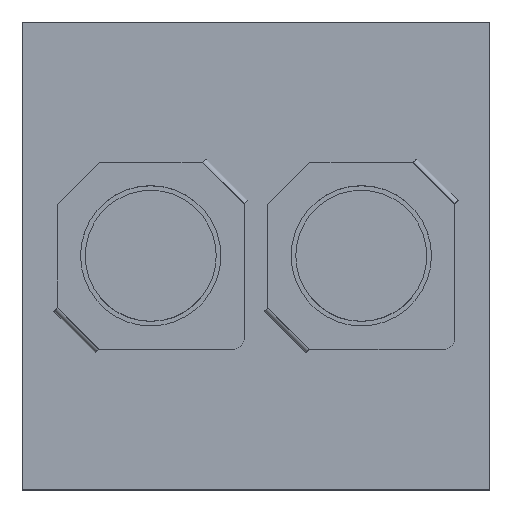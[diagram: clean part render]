
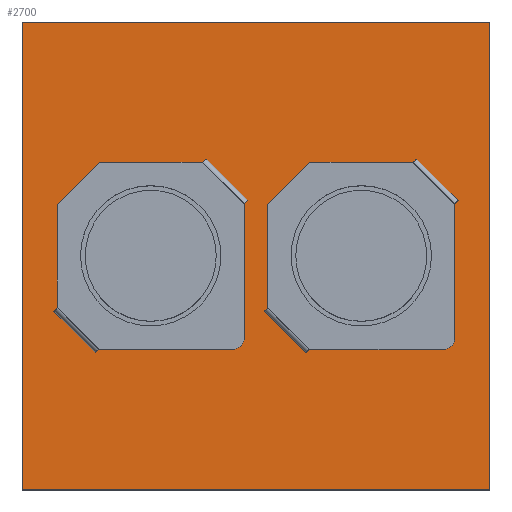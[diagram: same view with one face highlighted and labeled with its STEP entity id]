
A CAD part, top view. The second image highlights one B-rep face of the part: STEP entity #2700.
In plain terms, the highlighted planar face has unit normal (0, 0, 1).
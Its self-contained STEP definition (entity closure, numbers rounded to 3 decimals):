
#2386 = VERTEX_POINT('',#2387);
#2387 = CARTESIAN_POINT('',(75.,75.,1.6));
#2394 = PLANE('',#2395);
#2395 = AXIS2_PLACEMENT_3D('',#2396,#2397,#2398);
#2396 = CARTESIAN_POINT('',(75.,75.,0.));
#2397 = DIRECTION('',(0.,1.,0.));
#2398 = DIRECTION('',(1.,0.,0.));
#2406 = PLANE('',#2407);
#2407 = AXIS2_PLACEMENT_3D('',#2408,#2409,#2410);
#2408 = CARTESIAN_POINT('',(75.,55.,0.));
#2409 = DIRECTION('',(-1.,0.,0.));
#2410 = DIRECTION('',(0.,1.,0.));
#2418 = EDGE_CURVE('',#2386,#2419,#2421,.T.);
#2419 = VERTEX_POINT('',#2420);
#2420 = CARTESIAN_POINT('',(95.,75.,1.6));
#2421 = SURFACE_CURVE('',#2422,(#2426,#2433),.PCURVE_S1.);
#2422 = LINE('',#2423,#2424);
#2423 = CARTESIAN_POINT('',(75.,75.,1.6));
#2424 = VECTOR('',#2425,1.);
#2425 = DIRECTION('',(1.,0.,0.));
#2426 = PCURVE('',#2394,#2427);
#2427 = DEFINITIONAL_REPRESENTATION('',(#2428),#2432);
#2428 = LINE('',#2429,#2430);
#2429 = CARTESIAN_POINT('',(0.,-1.6));
#2430 = VECTOR('',#2431,1.);
#2431 = DIRECTION('',(1.,0.));
#2432 = ( GEOMETRIC_REPRESENTATION_CONTEXT(2) 
PARAMETRIC_REPRESENTATION_CONTEXT() REPRESENTATION_CONTEXT('2D SPACE',''
  ) );
#2433 = PCURVE('',#2434,#2439);
#2434 = PLANE('',#2435);
#2435 = AXIS2_PLACEMENT_3D('',#2436,#2437,#2438);
#2436 = CARTESIAN_POINT('',(85.,65.,1.6));
#2437 = DIRECTION('',(-0.,-0.,-1.));
#2438 = DIRECTION('',(-1.,0.,0.));
#2439 = DEFINITIONAL_REPRESENTATION('',(#2440),#2444);
#2440 = LINE('',#2441,#2442);
#2441 = CARTESIAN_POINT('',(10.,10.));
#2442 = VECTOR('',#2443,1.);
#2443 = DIRECTION('',(-1.,0.));
#2444 = ( GEOMETRIC_REPRESENTATION_CONTEXT(2) 
PARAMETRIC_REPRESENTATION_CONTEXT() REPRESENTATION_CONTEXT('2D SPACE',''
  ) );
#2462 = PLANE('',#2463);
#2463 = AXIS2_PLACEMENT_3D('',#2464,#2465,#2466);
#2464 = CARTESIAN_POINT('',(95.,75.,0.));
#2465 = DIRECTION('',(1.,0.,-0.));
#2466 = DIRECTION('',(0.,-1.,0.));
#2504 = EDGE_CURVE('',#2419,#2505,#2507,.T.);
#2505 = VERTEX_POINT('',#2506);
#2506 = CARTESIAN_POINT('',(95.,55.,1.6));
#2507 = SURFACE_CURVE('',#2508,(#2512,#2519),.PCURVE_S1.);
#2508 = LINE('',#2509,#2510);
#2509 = CARTESIAN_POINT('',(95.,75.,1.6));
#2510 = VECTOR('',#2511,1.);
#2511 = DIRECTION('',(0.,-1.,0.));
#2512 = PCURVE('',#2462,#2513);
#2513 = DEFINITIONAL_REPRESENTATION('',(#2514),#2518);
#2514 = LINE('',#2515,#2516);
#2515 = CARTESIAN_POINT('',(0.,-1.6));
#2516 = VECTOR('',#2517,1.);
#2517 = DIRECTION('',(1.,0.));
#2518 = ( GEOMETRIC_REPRESENTATION_CONTEXT(2) 
PARAMETRIC_REPRESENTATION_CONTEXT() REPRESENTATION_CONTEXT('2D SPACE',''
  ) );
#2519 = PCURVE('',#2434,#2520);
#2520 = DEFINITIONAL_REPRESENTATION('',(#2521),#2525);
#2521 = LINE('',#2522,#2523);
#2522 = CARTESIAN_POINT('',(-10.,10.));
#2523 = VECTOR('',#2524,1.);
#2524 = DIRECTION('',(0.,-1.));
#2525 = ( GEOMETRIC_REPRESENTATION_CONTEXT(2) 
PARAMETRIC_REPRESENTATION_CONTEXT() REPRESENTATION_CONTEXT('2D SPACE',''
  ) );
#2543 = PLANE('',#2544);
#2544 = AXIS2_PLACEMENT_3D('',#2545,#2546,#2547);
#2545 = CARTESIAN_POINT('',(95.,55.,0.));
#2546 = DIRECTION('',(0.,-1.,0.));
#2547 = DIRECTION('',(-1.,0.,0.));
#2580 = EDGE_CURVE('',#2505,#2581,#2583,.T.);
#2581 = VERTEX_POINT('',#2582);
#2582 = CARTESIAN_POINT('',(75.,55.,1.6));
#2583 = SURFACE_CURVE('',#2584,(#2588,#2595),.PCURVE_S1.);
#2584 = LINE('',#2585,#2586);
#2585 = CARTESIAN_POINT('',(95.,55.,1.6));
#2586 = VECTOR('',#2587,1.);
#2587 = DIRECTION('',(-1.,0.,0.));
#2588 = PCURVE('',#2543,#2589);
#2589 = DEFINITIONAL_REPRESENTATION('',(#2590),#2594);
#2590 = LINE('',#2591,#2592);
#2591 = CARTESIAN_POINT('',(0.,-1.6));
#2592 = VECTOR('',#2593,1.);
#2593 = DIRECTION('',(1.,0.));
#2594 = ( GEOMETRIC_REPRESENTATION_CONTEXT(2) 
PARAMETRIC_REPRESENTATION_CONTEXT() REPRESENTATION_CONTEXT('2D SPACE',''
  ) );
#2595 = PCURVE('',#2434,#2596);
#2596 = DEFINITIONAL_REPRESENTATION('',(#2597),#2601);
#2597 = LINE('',#2598,#2599);
#2598 = CARTESIAN_POINT('',(-10.,-10.));
#2599 = VECTOR('',#2600,1.);
#2600 = DIRECTION('',(1.,0.));
#2601 = ( GEOMETRIC_REPRESENTATION_CONTEXT(2) 
PARAMETRIC_REPRESENTATION_CONTEXT() REPRESENTATION_CONTEXT('2D SPACE',''
  ) );
#2651 = EDGE_CURVE('',#2581,#2386,#2652,.T.);
#2652 = SURFACE_CURVE('',#2653,(#2657,#2664),.PCURVE_S1.);
#2653 = LINE('',#2654,#2655);
#2654 = CARTESIAN_POINT('',(75.,55.,1.6));
#2655 = VECTOR('',#2656,1.);
#2656 = DIRECTION('',(0.,1.,0.));
#2657 = PCURVE('',#2406,#2658);
#2658 = DEFINITIONAL_REPRESENTATION('',(#2659),#2663);
#2659 = LINE('',#2660,#2661);
#2660 = CARTESIAN_POINT('',(0.,-1.6));
#2661 = VECTOR('',#2662,1.);
#2662 = DIRECTION('',(1.,0.));
#2663 = ( GEOMETRIC_REPRESENTATION_CONTEXT(2) 
PARAMETRIC_REPRESENTATION_CONTEXT() REPRESENTATION_CONTEXT('2D SPACE',''
  ) );
#2664 = PCURVE('',#2434,#2665);
#2665 = DEFINITIONAL_REPRESENTATION('',(#2666),#2670);
#2666 = LINE('',#2667,#2668);
#2667 = CARTESIAN_POINT('',(10.,-10.));
#2668 = VECTOR('',#2669,1.);
#2669 = DIRECTION('',(0.,1.));
#2670 = ( GEOMETRIC_REPRESENTATION_CONTEXT(2) 
PARAMETRIC_REPRESENTATION_CONTEXT() REPRESENTATION_CONTEXT('2D SPACE',''
  ) );
#2700 = ADVANCED_FACE('',(#2701),#2434,.F.);
#2701 = FACE_BOUND('',#2702,.F.);
#2702 = EDGE_LOOP('',(#2703,#2704,#2705,#2706));
#2703 = ORIENTED_EDGE('',*,*,#2418,.T.);
#2704 = ORIENTED_EDGE('',*,*,#2504,.T.);
#2705 = ORIENTED_EDGE('',*,*,#2580,.T.);
#2706 = ORIENTED_EDGE('',*,*,#2651,.T.);
